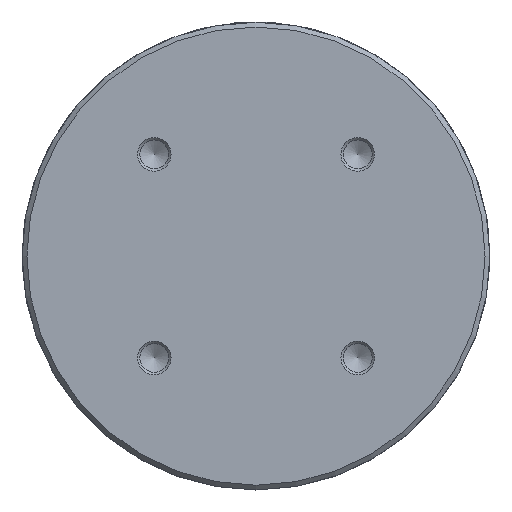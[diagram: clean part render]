
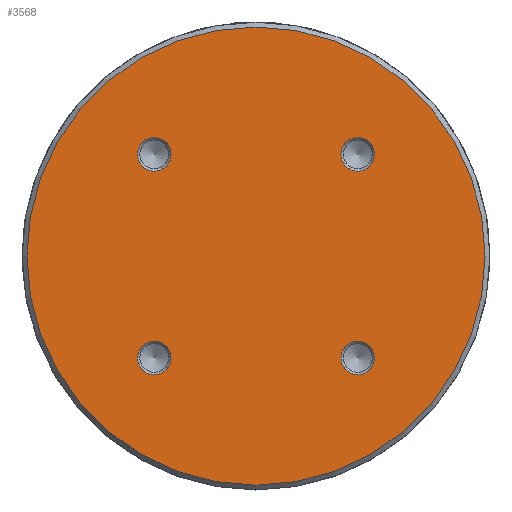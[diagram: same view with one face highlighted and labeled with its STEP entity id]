
A CAD part, front view. The second image highlights one B-rep face of the part: STEP entity #3568.
In plain terms, the highlighted face is planar.
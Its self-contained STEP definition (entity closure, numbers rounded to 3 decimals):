
#37 = CARTESIAN_POINT ( 'NONE',  ( -49.426, 42.426, 0. ) ) ;
#108 = EDGE_CURVE ( 'NONE', #5305, #5305, #6251, .T. ) ;
#127 = DIRECTION ( 'NONE',  ( 1., 0., 0. ) ) ;
#270 = VERTEX_POINT ( 'NONE', #6609 ) ;
#505 = CARTESIAN_POINT ( 'NONE',  ( 0., 0., 0. ) ) ;
#658 = VERTEX_POINT ( 'NONE', #4217 ) ;
#695 = EDGE_CURVE ( 'NONE', #1543, #1543, #2976, .T. ) ;
#766 = ORIENTED_EDGE ( 'NONE', *, *, #5488, .F. ) ;
#839 = ORIENTED_EDGE ( 'NONE', *, *, #695, .F. ) ;
#962 = FACE_BOUND ( 'NONE', #4267, .T. ) ;
#972 = CARTESIAN_POINT ( 'NONE',  ( 42.426, -42.426, 0. ) ) ;
#1012 = VERTEX_POINT ( 'NONE', #37 ) ;
#1092 = DIRECTION ( 'NONE',  ( -1., 0., 0. ) ) ;
#1120 = EDGE_LOOP ( 'NONE', ( #839 ) ) ;
#1150 = CARTESIAN_POINT ( 'NONE',  ( -42.426, -42.426, 0. ) ) ;
#1543 = VERTEX_POINT ( 'NONE', #6525 ) ;
#1556 = DIRECTION ( 'NONE',  ( 1., 0., 0. ) ) ;
#1721 = AXIS2_PLACEMENT_3D ( 'NONE', #7062, #3505, #7650 ) ;
#1748 = DIRECTION ( 'NONE',  ( -1., 0., 0. ) ) ;
#2122 = DIRECTION ( 'NONE',  ( 0., 0., -1. ) ) ;
#2420 = ORIENTED_EDGE ( 'NONE', *, *, #108, .T. ) ;
#2976 = CIRCLE ( 'NONE', #5175, 7. ) ;
#3138 = AXIS2_PLACEMENT_3D ( 'NONE', #7245, #3684, #127 ) ;
#3431 = EDGE_CURVE ( 'NONE', #1012, #1012, #4315, .T. ) ;
#3458 = FACE_BOUND ( 'NONE', #1120, .T. ) ;
#3470 = FACE_OUTER_BOUND ( 'NONE', #5686, .T. ) ;
#3481 = FACE_BOUND ( 'NONE', #7237, .T. ) ;
#3505 = DIRECTION ( 'NONE',  ( 0., 0., 1. ) ) ;
#3568 = ADVANCED_FACE ( 'NONE', ( #3458, #3738, #3481, #962, #3470 ), #7606, .F. ) ;
#3684 = DIRECTION ( 'NONE',  ( 0., 0., 1. ) ) ;
#3693 = CIRCLE ( 'NONE', #7607, 7. ) ;
#3738 = FACE_BOUND ( 'NONE', #7318, .T. ) ;
#3870 = AXIS2_PLACEMENT_3D ( 'NONE', #505, #4677, #1092 ) ;
#4217 = CARTESIAN_POINT ( 'NONE',  ( 49.426, 42.426, 0. ) ) ;
#4267 = EDGE_LOOP ( 'NONE', ( #766 ) ) ;
#4315 = CIRCLE ( 'NONE', #4842, 7. ) ;
#4677 = DIRECTION ( 'NONE',  ( 0., 0., -1. ) ) ;
#4842 = AXIS2_PLACEMENT_3D ( 'NONE', #5725, #2122, #6290 ) ;
#5147 = DIRECTION ( 'NONE',  ( 0., 0., -1. ) ) ;
#5175 = AXIS2_PLACEMENT_3D ( 'NONE', #1150, #5345, #1748 ) ;
#5305 = VERTEX_POINT ( 'NONE', #5365 ) ;
#5345 = DIRECTION ( 'NONE',  ( 0., 0., 1. ) ) ;
#5365 = CARTESIAN_POINT ( 'NONE',  ( 95.5, 0., 0. ) ) ;
#5488 = EDGE_CURVE ( 'NONE', #658, #658, #6849, .T. ) ;
#5686 = EDGE_LOOP ( 'NONE', ( #2420 ) ) ;
#5725 = CARTESIAN_POINT ( 'NONE',  ( -42.426, 42.426, 0. ) ) ;
#6251 = CIRCLE ( 'NONE', #1721, 95.5 ) ;
#6290 = DIRECTION ( 'NONE',  ( -1., 0., 0. ) ) ;
#6525 = CARTESIAN_POINT ( 'NONE',  ( -49.426, -42.426, 0. ) ) ;
#6609 = CARTESIAN_POINT ( 'NONE',  ( 49.426, -42.426, 0. ) ) ;
#6759 = EDGE_CURVE ( 'NONE', #270, #270, #3693, .T. ) ;
#6849 = CIRCLE ( 'NONE', #3138, 7. ) ;
#6863 = ORIENTED_EDGE ( 'NONE', *, *, #6759, .T. ) ;
#6864 = ORIENTED_EDGE ( 'NONE', *, *, #3431, .T. ) ;
#7062 = CARTESIAN_POINT ( 'NONE',  ( 0., 0., 0. ) ) ;
#7237 = EDGE_LOOP ( 'NONE', ( #6863 ) ) ;
#7245 = CARTESIAN_POINT ( 'NONE',  ( 42.426, 42.426, 0. ) ) ;
#7318 = EDGE_LOOP ( 'NONE', ( #6864 ) ) ;
#7606 = PLANE ( 'NONE',  #3870 ) ;
#7607 = AXIS2_PLACEMENT_3D ( 'NONE', #972, #5147, #1556 ) ;
#7650 = DIRECTION ( 'NONE',  ( 1., 0., 0. ) ) ;
